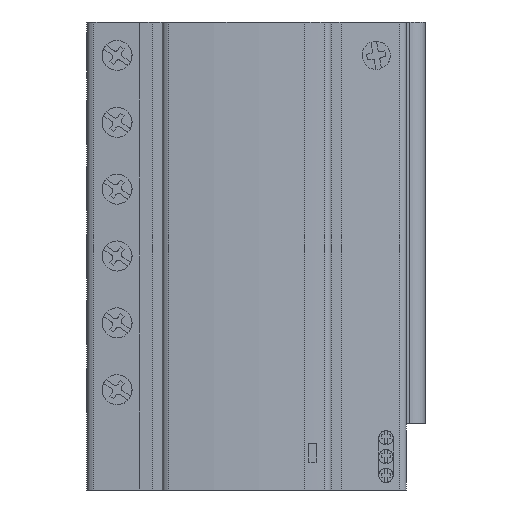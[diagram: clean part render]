
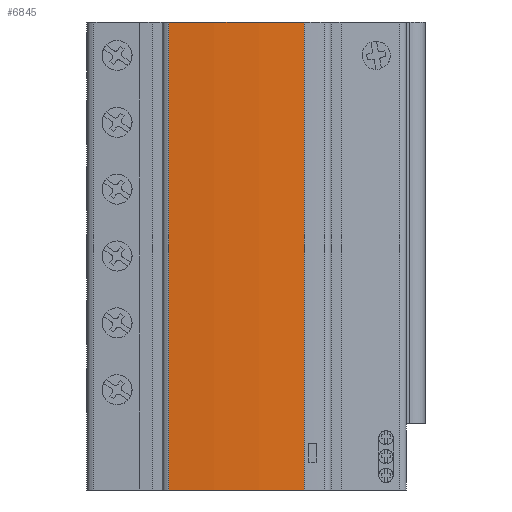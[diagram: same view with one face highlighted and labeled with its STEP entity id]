
A CAD part, left-side view. The second image highlights one B-rep face of the part: STEP entity #6845.
In plain terms, the highlighted cylindrical face has radius 200 mm (diameter 400 mm), a partial arc.
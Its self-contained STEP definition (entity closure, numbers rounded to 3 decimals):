
#1063=DIRECTION('',(0.,0.,1.));
#1064=VECTOR('',#1063,124.6);
#1065=CARTESIAN_POINT('',(-57.41,-15.357,-8.9));
#1066=LINE('',#1065,#1064);
#1067=DIRECTION('',(0.,0.,1.));
#1068=VECTOR('',#1067,124.6);
#1069=CARTESIAN_POINT('',(-56.926,20.698,-8.9));
#1070=LINE('',#1069,#1068);
#3736=CARTESIAN_POINT('',(142.,0.,-8.9));
#3737=DIRECTION('',(0.,0.,1.));
#3738=DIRECTION('',(-0.995,0.103,0.));
#3739=AXIS2_PLACEMENT_3D('',#3736,#3737,#3738);
#3900=CARTESIAN_POINT('',(142.,0.,115.7));
#3901=DIRECTION('',(0.,0.,1.));
#3902=DIRECTION('',(-0.995,0.103,0.));
#3903=AXIS2_PLACEMENT_3D('',#3900,#3901,#3902);
#4912=CARTESIAN_POINT('',(-56.926,20.698,115.7));
#4914=VERTEX_POINT('',#4912);
#4915=CARTESIAN_POINT('',(-57.41,-15.357,115.7));
#4916=VERTEX_POINT('',#4915);
#5078=CARTESIAN_POINT('',(-56.926,20.698,-8.9));
#5080=VERTEX_POINT('',#5078);
#5081=CARTESIAN_POINT('',(-57.41,-15.357,-8.9));
#5082=VERTEX_POINT('',#5081);
#6831=CARTESIAN_POINT('',(142.,0.,8.9));
#6832=DIRECTION('',(0.,0.,1.));
#6833=DIRECTION('',(1.,0.,0.));
#6834=AXIS2_PLACEMENT_3D('',#6831,#6832,#6833);
#6835=CYLINDRICAL_SURFACE('',#6834,200.);
#6837=ORIENTED_EDGE('',*,*,#6836,.T.);
#6839=ORIENTED_EDGE('',*,*,#6838,.T.);
#6840=ORIENTED_EDGE('',*,*,#6821,.F.);
#6842=ORIENTED_EDGE('',*,*,#6841,.F.);
#6843=EDGE_LOOP('',(#6837,#6839,#6840,#6842));
#6844=FACE_OUTER_BOUND('',#6843,.F.);
#6845=ADVANCED_FACE('',(#6844),#6835,.T.);
#3740=CIRCLE('',#3739,200.);
#3904=CIRCLE('',#3903,200.);
#6821=EDGE_CURVE('',#5082,#4916,#1066,.T.);
#6836=EDGE_CURVE('',#5080,#4914,#1070,.T.);
#6838=EDGE_CURVE('',#4914,#4916,#3904,.T.);
#6841=EDGE_CURVE('',#5080,#5082,#3740,.T.);
